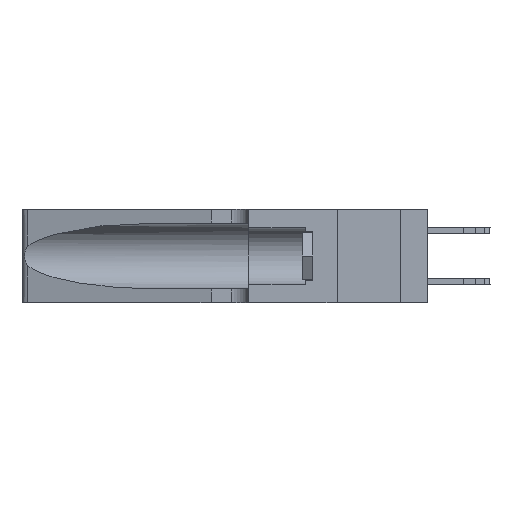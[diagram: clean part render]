
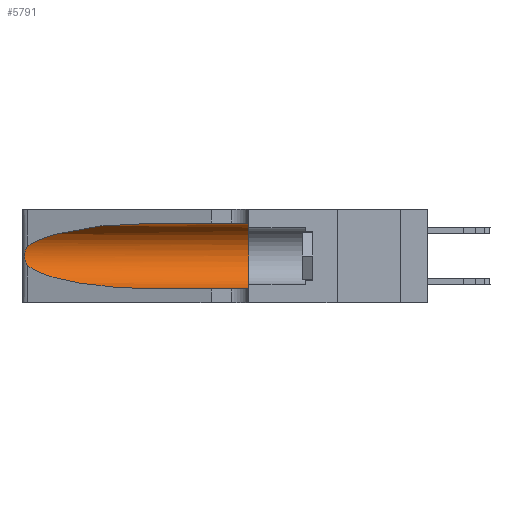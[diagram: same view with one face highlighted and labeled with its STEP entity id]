
A CAD part, left-side view. The second image highlights one B-rep face of the part: STEP entity #5791.
In plain terms, the highlighted cylindrical face has radius 3.308 mm (diameter 6.617 mm), a partial arc.
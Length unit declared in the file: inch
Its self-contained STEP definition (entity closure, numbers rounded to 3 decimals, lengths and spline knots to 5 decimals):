
#152 = AXIS2_PLACEMENT_3D ( 'NONE', #28365, #14847, #21616 ) ;
#422 = VERTEX_POINT ( 'NONE', #1817 ) ;
#449 = CARTESIAN_POINT ( 'NONE',  ( 0.2373, 1.15595, 0.28018 ) ) ;
#1443 = CARTESIAN_POINT ( 'NONE',  ( 0.1305, 0.72297, 0.05475 ) ) ;
#1684 = ORIENTED_EDGE ( 'NONE', *, *, #25240, .T. ) ;
#1817 = CARTESIAN_POINT ( 'NONE',  ( 0.25487, 1.22718, 0.14631 ) ) ;
#1980 = VERTEX_POINT ( 'NONE', #18168 ) ;
#2119 = EDGE_CURVE ( 'NONE', #22993, #1980, #12283, .T. ) ;
#2236 = VECTOR ( 'NONE', #23831, 39.37008 ) ;
#2670 = VERTEX_POINT ( 'NONE', #1443 ) ;
#2884 = VERTEX_POINT ( 'NONE', #11369 ) ;
#4103 = CARTESIAN_POINT ( 'NONE',  ( 0.2373, 1.15595, 0.08982 ) ) ;
#4584 = CIRCLE ( 'NONE', #152, 0.13025 ) ;
#4710 = VECTOR ( 'NONE', #5103, 39.37008 ) ;
#4958 = CYLINDRICAL_SURFACE ( 'NONE', #18524, 0.13025 ) ;
#5103 = DIRECTION ( 'NONE',  ( 0., -1., 0. ) ) ;
#5171 = CARTESIAN_POINT ( 'NONE',  ( 0.25487, 1.22718, 0.22369 ) ) ;
#5375 = CARTESIAN_POINT ( 'NONE',  ( 0.1305, 0.72297, 0.31525 ) ) ;
#5568 = CARTESIAN_POINT ( 'NONE',  ( 0.1305, 1.61858, 0.05475 ) ) ;
#5791 = ADVANCED_FACE ( 'NONE', ( #28688 ), #4958, .F. ) ;
#6067 = ORIENTED_EDGE ( 'NONE', *, *, #26999, .T. ) ;
#6341 = EDGE_CURVE ( 'NONE', #2884, #28720, #4584, .T. ) ;
#6423 = CARTESIAN_POINT ( 'NONE',  ( 0.18966, 0.96281, 0.05475 ) ) ;
#6560 = ORIENTED_EDGE ( 'NONE', *, *, #23928, .T. ) ;
#7043 = CARTESIAN_POINT ( 'NONE',  ( 0.1305, 0.35, 0.05475 ) ) ;
#7831 = CARTESIAN_POINT ( 'NONE',  ( 0.25787, 1.23484, 0.2124 ) ) ;
#7924 = CARTESIAN_POINT ( 'NONE',  ( 0.25639, 1.23184, 0.21858 ) ) ;
#10058 = CARTESIAN_POINT ( 'NONE',  ( 0.26075, 1.23896, 0.178 ) ) ;
#10154 = CARTESIAN_POINT ( 'NONE',  ( 0.26018, 1.23835, 0.19895 ) ) ;
#10362 = CARTESIAN_POINT ( 'NONE',  ( 0.25555, 1.22994, 0.2215 ) ) ;
#11369 = CARTESIAN_POINT ( 'NONE',  ( 0.1305, 0.35, 0.31525 ) ) ;
#12283 =( BOUNDED_CURVE ( )  B_SPLINE_CURVE ( 3, ( #5375, #14100, #449, #5171 ),
 .UNSPECIFIED., .F., .F. ) 
 B_SPLINE_CURVE_WITH_KNOTS ( ( 4, 4 ),
 ( 1.5708, 2.84003 ),
 .UNSPECIFIED. ) 
 CURVE ( )  GEOMETRIC_REPRESENTATION_ITEM ( )  RATIONAL_B_SPLINE_CURVE ( ( 1., 0.87, 0.87, 1. ) ) 
 REPRESENTATION_ITEM ( '' )  );
#12487 = EDGE_LOOP ( 'NONE', ( #20603, #6067, #1684, #6560, #12593, #24392 ) ) ;
#12593 = ORIENTED_EDGE ( 'NONE', *, *, #6341, .F. ) ;
#12758 = CARTESIAN_POINT ( 'NONE',  ( 0.25639, 1.23186, 0.15144 ) ) ;
#13907 = CARTESIAN_POINT ( 'NONE',  ( 0.1305, 0.72297, 0.31525 ) ) ;
#14100 = CARTESIAN_POINT ( 'NONE',  ( 0.18966, 0.96281, 0.31525 ) ) ;
#14614 = CARTESIAN_POINT ( 'NONE',  ( 0.25487, 1.22718, 0.22369 ) ) ;
#14847 = DIRECTION ( 'NONE',  ( 0., 1., 0. ) ) ;
#16952 = CARTESIAN_POINT ( 'NONE',  ( 0.25856, 1.23593, 0.16098 ) ) ;
#17492 = B_SPLINE_CURVE_WITH_KNOTS ( 'NONE', 3,
 ( #14614, #10362, #7924, #7831, #23685, #10154, #28239, #10058, #23573, #16952, #25858, #12758, #28338, #25965 ),
 .UNSPECIFIED., .F., .F.,
 ( 4, 2, 2, 2, 2, 2, 4 ),
 ( 0., 0.00027, 0.00053, 0.00107, 0.0016, 0.00187, 0.00214 ),
 .UNSPECIFIED. ) ;
#18168 = CARTESIAN_POINT ( 'NONE',  ( 0.25487, 1.22718, 0.22369 ) ) ;
#18524 = AXIS2_PLACEMENT_3D ( 'NONE', #24366, #24159, #28905 ) ;
#20490 = CARTESIAN_POINT ( 'NONE',  ( 0.1305, 1.61858, 0.31525 ) ) ;
#20603 = ORIENTED_EDGE ( 'NONE', *, *, #2119, .T. ) ;
#21616 = DIRECTION ( 'NONE',  ( 0., 0., 1. ) ) ;
#22735 = LINE ( 'NONE', #5568, #2236 ) ;
#22993 = VERTEX_POINT ( 'NONE', #13907 ) ;
#23573 = CARTESIAN_POINT ( 'NONE',  ( 0.26017, 1.23833, 0.17102 ) ) ;
#23667 =( BOUNDED_CURVE ( )  B_SPLINE_CURVE ( 3, ( #26773, #4103, #6423, #24476 ),
 .UNSPECIFIED., .F., .T. ) 
 B_SPLINE_CURVE_WITH_KNOTS ( ( 4, 4 ),
 ( 3.44316, 4.71239 ),
 .UNSPECIFIED. ) 
 CURVE ( )  GEOMETRIC_REPRESENTATION_ITEM ( )  RATIONAL_B_SPLINE_CURVE ( ( 1., 0.87, 0.87, 1. ) ) 
 REPRESENTATION_ITEM ( '' )  );
#23685 = CARTESIAN_POINT ( 'NONE',  ( 0.25854, 1.2359, 0.20912 ) ) ;
#23831 = DIRECTION ( 'NONE',  ( 0., -1., 0. ) ) ;
#23928 = EDGE_CURVE ( 'NONE', #2670, #28720, #22735, .T. ) ;
#24159 = DIRECTION ( 'NONE',  ( 0., -1., 0. ) ) ;
#24366 = CARTESIAN_POINT ( 'NONE',  ( 0.1305, 1.61858, 0.185 ) ) ;
#24392 = ORIENTED_EDGE ( 'NONE', *, *, #24789, .F. ) ;
#24476 = CARTESIAN_POINT ( 'NONE',  ( 0.1305, 0.72297, 0.05475 ) ) ;
#24789 = EDGE_CURVE ( 'NONE', #22993, #2884, #24866, .T. ) ;
#24866 = LINE ( 'NONE', #20490, #4710 ) ;
#25240 = EDGE_CURVE ( 'NONE', #422, #2670, #23667, .T. ) ;
#25858 = CARTESIAN_POINT ( 'NONE',  ( 0.25789, 1.23486, 0.15765 ) ) ;
#25965 = CARTESIAN_POINT ( 'NONE',  ( 0.25487, 1.22718, 0.14631 ) ) ;
#26773 = CARTESIAN_POINT ( 'NONE',  ( 0.25487, 1.22718, 0.14631 ) ) ;
#26999 = EDGE_CURVE ( 'NONE', #1980, #422, #17492, .T. ) ;
#28239 = CARTESIAN_POINT ( 'NONE',  ( 0.26075, 1.23896, 0.19203 ) ) ;
#28338 = CARTESIAN_POINT ( 'NONE',  ( 0.25555, 1.22993, 0.14849 ) ) ;
#28365 = CARTESIAN_POINT ( 'NONE',  ( 0.1305, 0.35, 0.185 ) ) ;
#28688 = FACE_OUTER_BOUND ( 'NONE', #12487, .T. ) ;
#28720 = VERTEX_POINT ( 'NONE', #7043 ) ;
#28905 = DIRECTION ( 'NONE',  ( 0., 0., -1. ) ) ;
